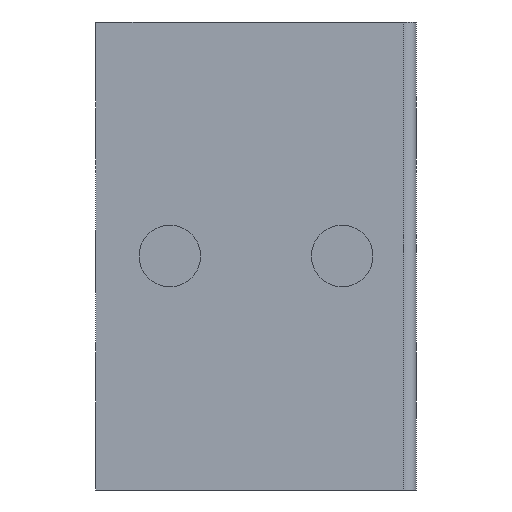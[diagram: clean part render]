
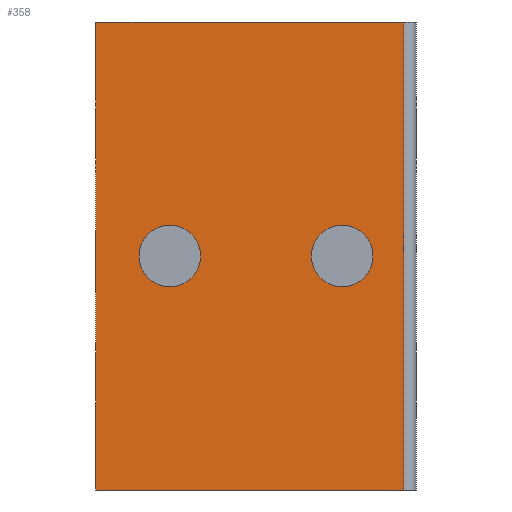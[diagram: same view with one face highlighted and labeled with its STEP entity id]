
A CAD part, front view. The second image highlights one B-rep face of the part: STEP entity #358.
In plain terms, the highlighted planar face has unit normal (0, -1, 0).
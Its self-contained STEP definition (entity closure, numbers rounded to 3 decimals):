
#3 = CARTESIAN_POINT ( 'NONE',  ( 9., -46.5, 0. ) ) ;
#4 = CIRCLE ( 'NONE', #506, 1.25 ) ;
#7 = CARTESIAN_POINT ( 'NONE',  ( 9.5, -46.5, 15. ) ) ;
#24 = CARTESIAN_POINT ( 'NONE',  ( -3.5, -46.5, 19. ) ) ;
#136 = FACE_OUTER_BOUND ( 'NONE', #1004, .T. ) ;
#144 = CARTESIAN_POINT ( 'NONE',  ( -3.5, -46.5, 19. ) ) ;
#185 = AXIS2_PLACEMENT_3D ( 'NONE', #186, #1183, #642 ) ;
#186 = CARTESIAN_POINT ( 'NONE',  ( -0.5, -46.5, 9.5 ) ) ;
#190 = EDGE_LOOP ( 'NONE', ( #811, #1150 ) ) ;
#195 = FACE_BOUND ( 'NONE', #614, .T. ) ;
#207 = LINE ( 'NONE', #24, #325 ) ;
#223 = DIRECTION ( 'NONE',  ( 0., 0., -1. ) ) ;
#238 = ORIENTED_EDGE ( 'NONE', *, *, #793, .F. ) ;
#259 = CARTESIAN_POINT ( 'NONE',  ( -0.5, -46.5, 10.75 ) ) ;
#264 = CARTESIAN_POINT ( 'NONE',  ( 9., -46.5, 19. ) ) ;
#305 = VERTEX_POINT ( 'NONE', #264 ) ;
#325 = VECTOR ( 'NONE', #847, 1000. ) ;
#327 = FACE_BOUND ( 'NONE', #190, .T. ) ;
#353 = VERTEX_POINT ( 'NONE', #651 ) ;
#358 = ADVANCED_FACE ( 'NONE', ( #327, #195, #136 ), #1025, .T. ) ;
#359 = VECTOR ( 'NONE', #516, 1000. ) ;
#366 = DIRECTION ( 'NONE',  ( 0., 0., -1. ) ) ;
#369 = VECTOR ( 'NONE', #702, 1000. ) ;
#382 = AXIS2_PLACEMENT_3D ( 'NONE', #585, #507, #223 ) ;
#404 = LINE ( 'NONE', #617, #369 ) ;
#427 = EDGE_CURVE ( 'NONE', #785, #754, #4, .T. ) ;
#445 = ORIENTED_EDGE ( 'NONE', *, *, #1080, .F. ) ;
#473 = EDGE_CURVE ( 'NONE', #937, #305, #850, .T. ) ;
#485 = VERTEX_POINT ( 'NONE', #259 ) ;
#486 = ORIENTED_EDGE ( 'NONE', *, *, #956, .T. ) ;
#506 = AXIS2_PLACEMENT_3D ( 'NONE', #695, #619, #704 ) ;
#507 = DIRECTION ( 'NONE',  ( 0., -1., 0. ) ) ;
#516 = DIRECTION ( 'NONE',  ( 0., 0., 1. ) ) ;
#517 = ORIENTED_EDGE ( 'NONE', *, *, #653, .F. ) ;
#519 = AXIS2_PLACEMENT_3D ( 'NONE', #7, #567, #366 ) ;
#520 = CIRCLE ( 'NONE', #185, 1.25 ) ;
#567 = DIRECTION ( 'NONE',  ( 0., -1., 0. ) ) ;
#581 = CIRCLE ( 'NONE', #697, 1.25 ) ;
#585 = CARTESIAN_POINT ( 'NONE',  ( -0.5, -46.5, 9.5 ) ) ;
#596 = ORIENTED_EDGE ( 'NONE', *, *, #473, .T. ) ;
#614 = EDGE_LOOP ( 'NONE', ( #445, #812 ) ) ;
#617 = CARTESIAN_POINT ( 'NONE',  ( 9.5, -46.5, 0. ) ) ;
#619 = DIRECTION ( 'NONE',  ( 0., -1., 0. ) ) ;
#642 = DIRECTION ( 'NONE',  ( 0., 0., -1. ) ) ;
#651 = CARTESIAN_POINT ( 'NONE',  ( -0.5, -46.5, 8.25 ) ) ;
#653 = EDGE_CURVE ( 'NONE', #1119, #305, #207, .T. ) ;
#677 = DIRECTION ( 'NONE',  ( 0., -1., 0. ) ) ;
#695 = CARTESIAN_POINT ( 'NONE',  ( 6.5, -46.5, 9.5 ) ) ;
#697 = AXIS2_PLACEMENT_3D ( 'NONE', #763, #677, #890 ) ;
#698 = CARTESIAN_POINT ( 'NONE',  ( 6.5, -46.5, 10.75 ) ) ;
#702 = DIRECTION ( 'NONE',  ( -1., 0., 0. ) ) ;
#704 = DIRECTION ( 'NONE',  ( 0., 0., -1. ) ) ;
#754 = VERTEX_POINT ( 'NONE', #769 ) ;
#758 = VECTOR ( 'NONE', #1011, 1000. ) ;
#759 = EDGE_CURVE ( 'NONE', #754, #785, #581, .T. ) ;
#763 = CARTESIAN_POINT ( 'NONE',  ( 6.5, -46.5, 9.5 ) ) ;
#769 = CARTESIAN_POINT ( 'NONE',  ( 6.5, -46.5, 8.25 ) ) ;
#785 = VERTEX_POINT ( 'NONE', #698 ) ;
#793 = EDGE_CURVE ( 'NONE', #937, #1152, #404, .T. ) ;
#811 = ORIENTED_EDGE ( 'NONE', *, *, #759, .F. ) ;
#812 = ORIENTED_EDGE ( 'NONE', *, *, #966, .F. ) ;
#847 = DIRECTION ( 'NONE',  ( 1., 0., 0. ) ) ;
#850 = LINE ( 'NONE', #973, #359 ) ;
#874 = CARTESIAN_POINT ( 'NONE',  ( -3.5, -46.5, 0. ) ) ;
#890 = DIRECTION ( 'NONE',  ( 0., 0., -1. ) ) ;
#937 = VERTEX_POINT ( 'NONE', #3 ) ;
#956 = EDGE_CURVE ( 'NONE', #1119, #1152, #1142, .T. ) ;
#966 = EDGE_CURVE ( 'NONE', #485, #353, #520, .T. ) ;
#973 = CARTESIAN_POINT ( 'NONE',  ( 9., -46.5, 15. ) ) ;
#1004 = EDGE_LOOP ( 'NONE', ( #238, #596, #517, #486 ) ) ;
#1007 = CARTESIAN_POINT ( 'NONE',  ( -3.5, -46.5, 15. ) ) ;
#1011 = DIRECTION ( 'NONE',  ( 0., 0., -1. ) ) ;
#1025 = PLANE ( 'NONE',  #519 ) ;
#1080 = EDGE_CURVE ( 'NONE', #353, #485, #1088, .T. ) ;
#1088 = CIRCLE ( 'NONE', #382, 1.25 ) ;
#1119 = VERTEX_POINT ( 'NONE', #144 ) ;
#1142 = LINE ( 'NONE', #1007, #758 ) ;
#1150 = ORIENTED_EDGE ( 'NONE', *, *, #427, .F. ) ;
#1152 = VERTEX_POINT ( 'NONE', #874 ) ;
#1183 = DIRECTION ( 'NONE',  ( 0., -1., 0. ) ) ;
